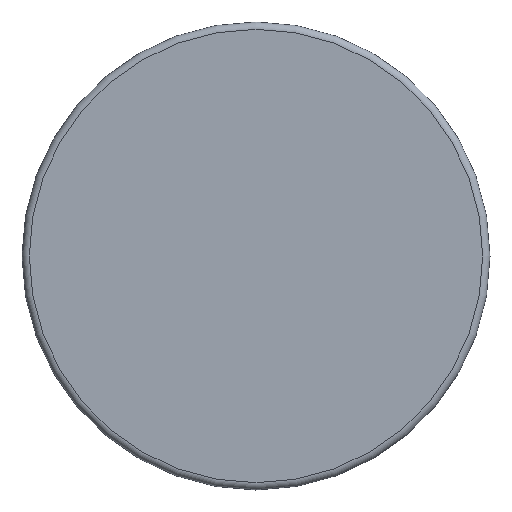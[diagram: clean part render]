
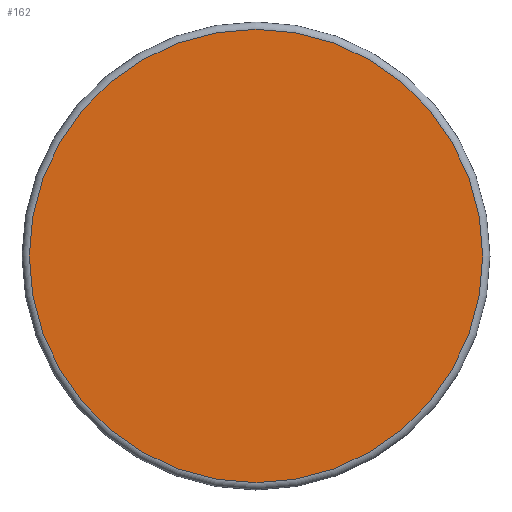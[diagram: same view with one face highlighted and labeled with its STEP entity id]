
A CAD part, front view. The second image highlights one B-rep face of the part: STEP entity #162.
In plain terms, the highlighted planar face has unit normal (0, -1, 0).
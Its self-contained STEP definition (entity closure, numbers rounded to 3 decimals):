
#25=PLANE('',#198);
#30=FACE_OUTER_BOUND('',#40,.T.);
#40=EDGE_LOOP('',(#126,#127));
#62=CIRCLE('',#199,31.);
#63=CIRCLE('',#200,31.);
#79=VERTEX_POINT('',#294);
#80=VERTEX_POINT('',#295);
#97=EDGE_CURVE('',#79,#80,#62,.T.);
#98=EDGE_CURVE('',#80,#79,#63,.T.);
#126=ORIENTED_EDGE('',*,*,#97,.F.);
#127=ORIENTED_EDGE('',*,*,#98,.F.);
#162=ADVANCED_FACE('',(#30),#25,.T.);
#198=AXIS2_PLACEMENT_3D('',#293,#239,#240);
#199=AXIS2_PLACEMENT_3D('',#296,#241,#242);
#200=AXIS2_PLACEMENT_3D('',#297,#243,#244);
#239=DIRECTION('center_axis',(0.,-1.,0.));
#240=DIRECTION('ref_axis',(0.,0.,-1.));
#241=DIRECTION('center_axis',(0.,1.,0.));
#242=DIRECTION('ref_axis',(-1.,0.,0.));
#243=DIRECTION('center_axis',(0.,1.,0.));
#244=DIRECTION('ref_axis',(-1.,0.,0.));
#293=CARTESIAN_POINT('Origin',(-15.5,0.,0.));
#294=CARTESIAN_POINT('',(-31.,0.,0.));
#295=CARTESIAN_POINT('',(0.,0.,-31.));
#296=CARTESIAN_POINT('Origin',(0.,0.,0.));
#297=CARTESIAN_POINT('Origin',(0.,0.,0.));
